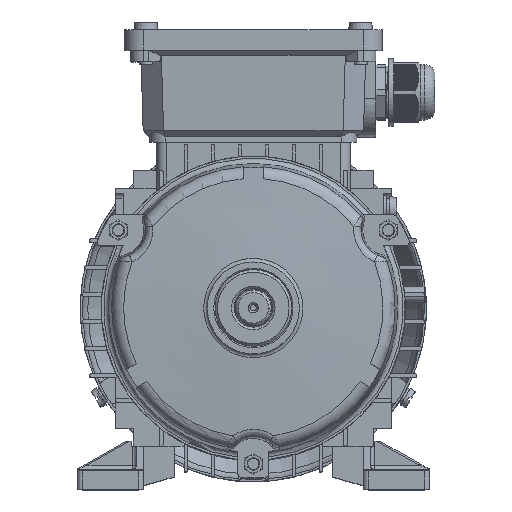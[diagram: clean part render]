
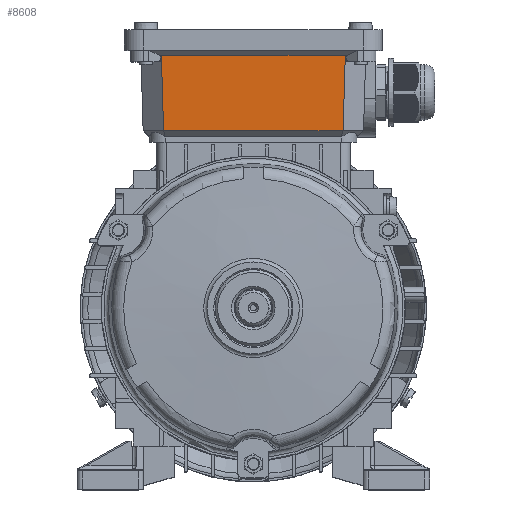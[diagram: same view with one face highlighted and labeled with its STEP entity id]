
A CAD part, top view. The second image highlights one B-rep face of the part: STEP entity #8608.
In plain terms, the highlighted planar face has unit normal (0, -0.029, 1).
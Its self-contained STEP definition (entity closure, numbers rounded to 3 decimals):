
#3222=PLANE('',#80052);
#8608=ADVANCED_FACE('',(#13670),#3222,.T.);
#13670=FACE_OUTER_BOUND('',#17897,.T.);
#17897=EDGE_LOOP('',(#44999,#45000,#45001,#45002));
#23315=LINE('',#120806,#29542);
#23324=LINE('',#120826,#29551);
#23326=LINE('',#120829,#29553);
#23327=LINE('',#120831,#29554);
#29542=VECTOR('',#94916,1.);
#29551=VECTOR('',#94933,1.);
#29553=VECTOR('',#94937,1.);
#29554=VECTOR('',#94938,1.);
#44999=ORIENTED_EDGE('',*,*,#67995,.F.);
#45000=ORIENTED_EDGE('',*,*,#67997,.T.);
#45001=ORIENTED_EDGE('',*,*,#67998,.T.);
#45002=ORIENTED_EDGE('',*,*,#67985,.T.);
#58553=VERTEX_POINT('',#120807);
#58554=VERTEX_POINT('',#120808);
#58559=VERTEX_POINT('',#120825);
#58560=VERTEX_POINT('',#120830);
#67985=EDGE_CURVE('',#58553,#58554,#23315,.T.);
#67995=EDGE_CURVE('',#58559,#58554,#23324,.T.);
#67997=EDGE_CURVE('',#58559,#58560,#23326,.T.);
#67998=EDGE_CURVE('',#58560,#58553,#23327,.T.);
#80052=AXIS2_PLACEMENT_3D('',#120832,#94939,#94940);
#94916=DIRECTION('',(0.029,0.999,0.029));
#94933=DIRECTION('',(1.,0.,0.));
#94937=DIRECTION('',(0.029,-0.999,-0.029));
#94938=DIRECTION('',(1.,0.,0.));
#94939=DIRECTION('',(0.,-0.029,1.));
#94940=DIRECTION('',(-1.,0.,0.));
#120806=CARTESIAN_POINT('',(-156.429,99.344,53.469));
#120807=CARTESIAN_POINT('',(-157.266,70.901,52.632));
#120808=CARTESIAN_POINT('',(-156.398,100.401,53.5));
#120825=CARTESIAN_POINT('',(-228.391,100.401,53.5));
#120826=CARTESIAN_POINT('',(-192.395,100.401,53.5));
#120829=CARTESIAN_POINT('',(-228.36,99.344,53.469));
#120830=CARTESIAN_POINT('',(-227.524,70.901,52.632));
#120831=CARTESIAN_POINT('',(-192.395,70.901,52.632));
#120832=CARTESIAN_POINT('',(-192.395,100.401,53.5));
